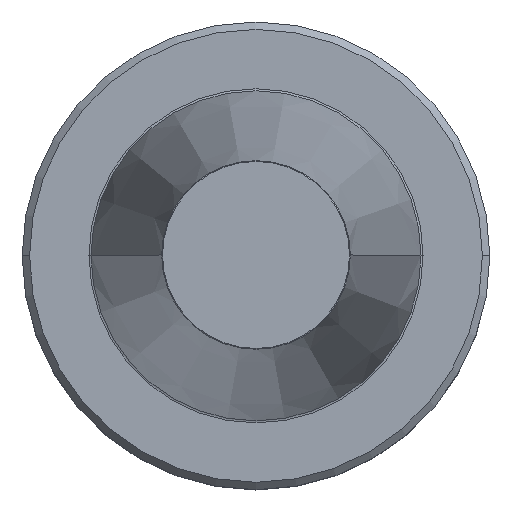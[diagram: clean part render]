
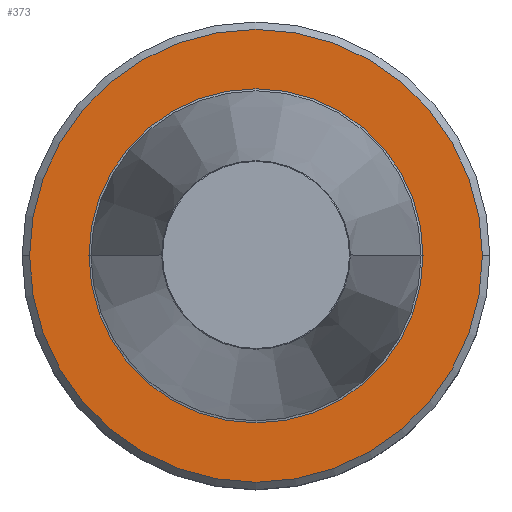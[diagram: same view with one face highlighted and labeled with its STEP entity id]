
A CAD part, top view. The second image highlights one B-rep face of the part: STEP entity #373.
In plain terms, the highlighted planar face has unit normal (0, 0, 1).
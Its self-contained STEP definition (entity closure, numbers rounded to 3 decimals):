
#19 = VERTEX_POINT ( 'NONE', #234 ) ;
#21 = EDGE_CURVE ( 'NONE', #674, #688, #728, .T. ) ;
#97 = DIRECTION ( 'NONE',  ( 1., 0., 0. ) ) ;
#100 = DIRECTION ( 'NONE',  ( 0., 0., 1. ) ) ;
#103 = CARTESIAN_POINT ( 'NONE',  ( 0., 0., -2.002 ) ) ;
#108 = EDGE_CURVE ( 'NONE', #497, #19, #267, .T. ) ;
#125 = AXIS2_PLACEMENT_3D ( 'NONE', #885, #830, #962 ) ;
#146 = ORIENTED_EDGE ( 'NONE', *, *, #21, .F. ) ;
#168 = AXIS2_PLACEMENT_3D ( 'NONE', #103, #100, #97 ) ;
#234 = CARTESIAN_POINT ( 'NONE',  ( -30.5, 0., -2.002 ) ) ;
#267 = CIRCLE ( 'NONE', #980, 30.5 ) ;
#270 = AXIS2_PLACEMENT_3D ( 'NONE', #297, #296, #292 ) ;
#278 = EDGE_LOOP ( 'NONE', ( #518, #146 ) ) ;
#292 = DIRECTION ( 'NONE',  ( 1., 0., 0. ) ) ;
#296 = DIRECTION ( 'NONE',  ( 0., 0., 1. ) ) ;
#297 = CARTESIAN_POINT ( 'NONE',  ( 0., 0., -2.002 ) ) ;
#318 = CARTESIAN_POINT ( 'NONE',  ( 0., 30.5, -2.002 ) ) ;
#373 = ADVANCED_FACE ( 'NONE', ( #440, #629 ), #642, .F. ) ;
#389 = CIRCLE ( 'NONE', #270, 30.5 ) ;
#398 = CARTESIAN_POINT ( 'NONE',  ( -22.5, 0., -2.002 ) ) ;
#412 = CARTESIAN_POINT ( 'NONE',  ( 22.5, 0., -2.002 ) ) ;
#440 = FACE_BOUND ( 'NONE', #278, .T. ) ;
#467 = CARTESIAN_POINT ( 'NONE',  ( 0., 0., -2.002 ) ) ;
#481 = CIRCLE ( 'NONE', #168, 22.5 ) ;
#497 = VERTEX_POINT ( 'NONE', #777 ) ;
#518 = ORIENTED_EDGE ( 'NONE', *, *, #1033, .F. ) ;
#629 = FACE_OUTER_BOUND ( 'NONE', #725, .T. ) ;
#642 = PLANE ( 'NONE',  #992 ) ;
#674 = VERTEX_POINT ( 'NONE', #398 ) ;
#688 = VERTEX_POINT ( 'NONE', #412 ) ;
#725 = EDGE_LOOP ( 'NONE', ( #974, #733 ) ) ;
#728 = CIRCLE ( 'NONE', #125, 22.5 ) ;
#733 = ORIENTED_EDGE ( 'NONE', *, *, #108, .T. ) ;
#773 = DIRECTION ( 'NONE',  ( 0., 0., -1. ) ) ;
#777 = CARTESIAN_POINT ( 'NONE',  ( 30.5, 0., -2.002 ) ) ;
#793 = EDGE_CURVE ( 'NONE', #19, #497, #389, .T. ) ;
#799 = DIRECTION ( 'NONE',  ( -1., 0., 0. ) ) ;
#830 = DIRECTION ( 'NONE',  ( 0., 0., 1. ) ) ;
#885 = CARTESIAN_POINT ( 'NONE',  ( 0., 0., -2.002 ) ) ;
#962 = DIRECTION ( 'NONE',  ( 1., 0., 0. ) ) ;
#965 = DIRECTION ( 'NONE',  ( 1., 0., 0. ) ) ;
#974 = ORIENTED_EDGE ( 'NONE', *, *, #793, .T. ) ;
#980 = AXIS2_PLACEMENT_3D ( 'NONE', #467, #1021, #965 ) ;
#992 = AXIS2_PLACEMENT_3D ( 'NONE', #318, #773, #799 ) ;
#1021 = DIRECTION ( 'NONE',  ( 0., 0., 1. ) ) ;
#1033 = EDGE_CURVE ( 'NONE', #688, #674, #481, .T. ) ;
